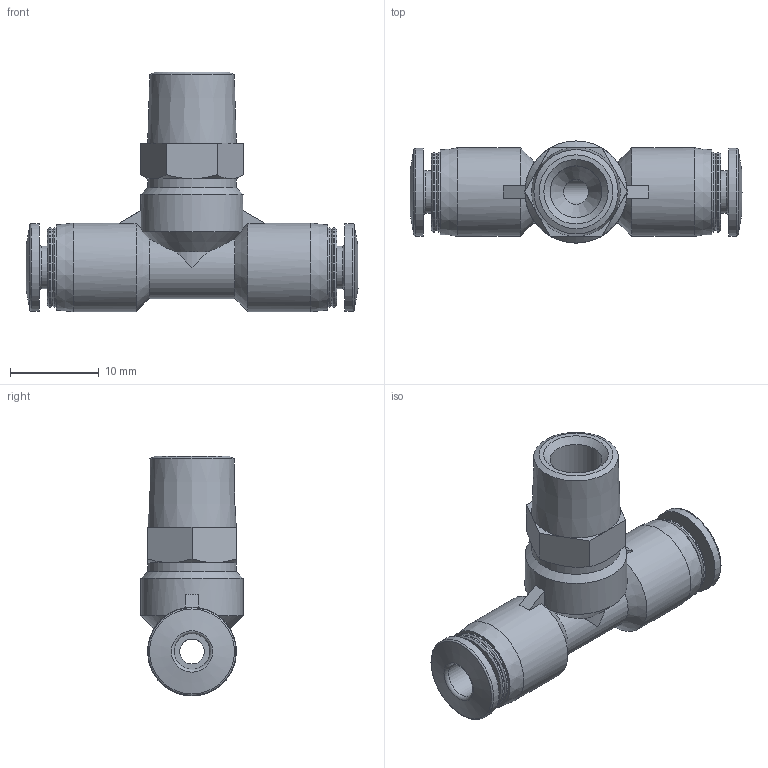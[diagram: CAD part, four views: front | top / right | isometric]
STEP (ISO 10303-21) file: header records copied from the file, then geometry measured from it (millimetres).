
FILE_DESCRIPTION(/* description */ ('STEP AP214'),/* implementation_level */ '2;1');
FILE_NAME(/* name */ '130793_QST-1_8-4-100',/* time_stamp */ '2024-09-14T16:27:47+02:00',/* author */ ('License CC BY-ND 4.0'),/* organization */ ('CADENAS'),/* preprocessor_version */ 'ST-DEVELOPER v19.3',/* originating_system */ 'PARTsolutions',/* authorisation */ ' ');
FILE_SCHEMA (('AUTOMOTIVE_DESIGN {1 0 10303 214 3 1 1}'));
Length unit declared in the file: millimetre
Products named in the file (1): 130793 QST-1/8-4-100
Bounding box: 37.39 x 11.5 x 27 mm (x, y, z)
Volume: 3180.2 mm3; surface area: 2754.5 mm2
Topology: 1 solids, 1 shells, 77 faces, 177 edges, 109 vertices
Faces by surface type: plane 26, cone 25, cylinder 20, torus 6
Full cylindrical faces by diameter (mm): 2.8 x2, 4 x2, 4.8 x2, 5.837 x1, 9 x4, 9.9 x2, 10 x3, 11.5 x1
Entity records: 2508 total; most frequent: CARTESIAN_POINT 398, DIRECTION 330, ORIENTED_EDGE 262, AXIS2_PLACEMENT_3D 149, EDGE_CURVE 131, EDGE_LOOP 126, FACE_BOUND 126, VERTEX_POINT 101
